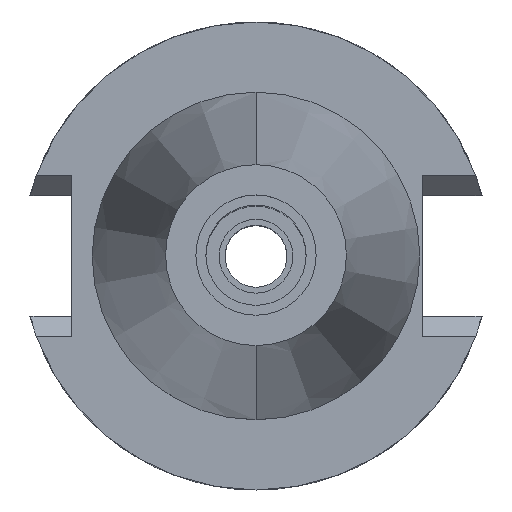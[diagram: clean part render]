
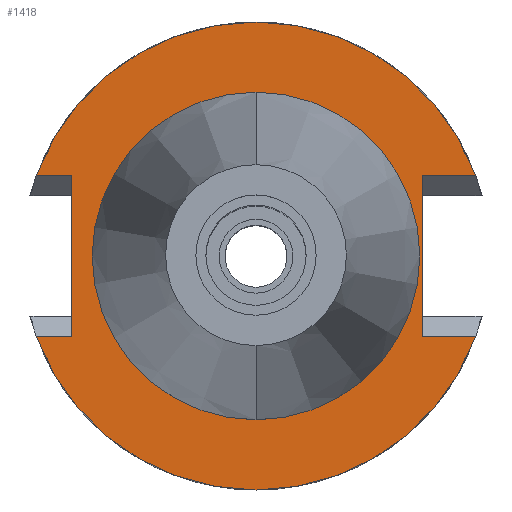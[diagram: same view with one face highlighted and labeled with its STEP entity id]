
A CAD part, top view. The second image highlights one B-rep face of the part: STEP entity #1418.
In plain terms, the highlighted planar face has unit normal (0, 0, 1).
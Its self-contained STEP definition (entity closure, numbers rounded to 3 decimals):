
#9 = FACE_OUTER_BOUND ( 'NONE', #107, .T. ) ;
#44 = DIRECTION ( 'NONE',  ( 1., 0., 0. ) ) ;
#69 = EDGE_CURVE ( 'NONE', #2520, #2000, #2328, .T. ) ;
#74 = DIRECTION ( 'NONE',  ( 0., -1., 0. ) ) ;
#92 = CARTESIAN_POINT ( 'NONE',  ( 0., 0., -1. ) ) ;
#107 = EDGE_LOOP ( 'NONE', ( #679, #3283, #3236, #1793, #515, #875, #1430, #343 ) ) ;
#128 = VERTEX_POINT ( 'NONE', #999 ) ;
#206 = CARTESIAN_POINT ( 'NONE',  ( 22.57, 10.89, -1. ) ) ;
#237 = CARTESIAN_POINT ( 'NONE',  ( -24.98, -10.89, -1. ) ) ;
#239 = CARTESIAN_POINT ( 'NONE',  ( -29.824, -10.89, -1. ) ) ;
#285 = VERTEX_POINT ( 'NONE', #565 ) ;
#306 = VECTOR ( 'NONE', #358, 1000. ) ;
#309 = AXIS2_PLACEMENT_3D ( 'NONE', #1724, #375, #426 ) ;
#343 = ORIENTED_EDGE ( 'NONE', *, *, #69, .F. ) ;
#358 = DIRECTION ( 'NONE',  ( 1., 0., 0. ) ) ;
#375 = DIRECTION ( 'NONE',  ( 0., 0., -1. ) ) ;
#426 = DIRECTION ( 'NONE',  ( 0., 1., 0. ) ) ;
#435 = VERTEX_POINT ( 'NONE', #2696 ) ;
#456 = CARTESIAN_POINT ( 'NONE',  ( -24.98, 10.89, -1. ) ) ;
#515 = ORIENTED_EDGE ( 'NONE', *, *, #2851, .T. ) ;
#538 = DIRECTION ( 'NONE',  ( 0., 0., -1. ) ) ;
#541 = ORIENTED_EDGE ( 'NONE', *, *, #825, .F. ) ;
#565 = CARTESIAN_POINT ( 'NONE',  ( 0., -22.225, -1. ) ) ;
#596 = CIRCLE ( 'NONE', #2461, 22.225 ) ;
#646 = VERTEX_POINT ( 'NONE', #1803 ) ;
#679 = ORIENTED_EDGE ( 'NONE', *, *, #1410, .T. ) ;
#804 = CARTESIAN_POINT ( 'NONE',  ( -29.824, 10.89, -1. ) ) ;
#825 = EDGE_CURVE ( 'NONE', #285, #1604, #596, .T. ) ;
#875 = ORIENTED_EDGE ( 'NONE', *, *, #1483, .F. ) ;
#999 = CARTESIAN_POINT ( 'NONE',  ( 29.824, 10.89, -1. ) ) ;
#1077 = CARTESIAN_POINT ( 'NONE',  ( 22.57, -10.89, -1. ) ) ;
#1123 = CIRCLE ( 'NONE', #1448, 22.225 ) ;
#1175 = CARTESIAN_POINT ( 'NONE',  ( 0., 0., -1. ) ) ;
#1208 = AXIS2_PLACEMENT_3D ( 'NONE', #2869, #538, #2627 ) ;
#1307 = CARTESIAN_POINT ( 'NONE',  ( 22.57, 10.89, -1. ) ) ;
#1389 = EDGE_LOOP ( 'NONE', ( #2421, #541 ) ) ;
#1399 = VECTOR ( 'NONE', #3314, 1000. ) ;
#1409 = CARTESIAN_POINT ( 'NONE',  ( -24.98, 10.89, -1. ) ) ;
#1410 = EDGE_CURVE ( 'NONE', #2520, #128, #2611, .T. ) ;
#1418 = ADVANCED_FACE ( 'NONE', ( #9, #1840 ), #1858, .F. ) ;
#1430 = ORIENTED_EDGE ( 'NONE', *, *, #2028, .F. ) ;
#1432 = DIRECTION ( 'NONE',  ( 0., 0., 1. ) ) ;
#1448 = AXIS2_PLACEMENT_3D ( 'NONE', #1175, #1432, #3004 ) ;
#1478 = VECTOR ( 'NONE', #44, 1000. ) ;
#1483 = EDGE_CURVE ( 'NONE', #646, #2497, #2082, .T. ) ;
#1570 = EDGE_CURVE ( 'NONE', #3355, #435, #1648, .T. ) ;
#1604 = VERTEX_POINT ( 'NONE', #1611 ) ;
#1611 = CARTESIAN_POINT ( 'NONE',  ( 0., 22.225, -1. ) ) ;
#1648 = LINE ( 'NONE', #1409, #2752 ) ;
#1724 = CARTESIAN_POINT ( 'NONE',  ( 0., 0., -1. ) ) ;
#1727 = CARTESIAN_POINT ( 'NONE',  ( -24.98, 10.89, -1. ) ) ;
#1793 = ORIENTED_EDGE ( 'NONE', *, *, #1570, .T. ) ;
#1803 = CARTESIAN_POINT ( 'NONE',  ( 29.824, -10.89, -1. ) ) ;
#1840 = FACE_BOUND ( 'NONE', #1389, .T. ) ;
#1843 = CIRCLE ( 'NONE', #309, 31.75 ) ;
#1858 = PLANE ( 'NONE',  #1208 ) ;
#1868 = LINE ( 'NONE', #1077, #306 ) ;
#1949 = VECTOR ( 'NONE', #3342, 1000. ) ;
#2000 = VERTEX_POINT ( 'NONE', #2424 ) ;
#2028 = EDGE_CURVE ( 'NONE', #2000, #646, #1868, .T. ) ;
#2082 = CIRCLE ( 'NONE', #2239, 31.75 ) ;
#2133 = CARTESIAN_POINT ( 'NONE',  ( 0., 0., -1. ) ) ;
#2158 = DIRECTION ( 'NONE',  ( 0., 0., -1. ) ) ;
#2239 = AXIS2_PLACEMENT_3D ( 'NONE', #92, #2158, #74 ) ;
#2302 = LINE ( 'NONE', #237, #1949 ) ;
#2321 = EDGE_CURVE ( 'NONE', #3355, #2661, #3036, .T. ) ;
#2328 = LINE ( 'NONE', #3351, #2988 ) ;
#2342 = EDGE_CURVE ( 'NONE', #1604, #285, #1123, .T. ) ;
#2385 = DIRECTION ( 'NONE',  ( 0., -1., 0. ) ) ;
#2421 = ORIENTED_EDGE ( 'NONE', *, *, #2342, .F. ) ;
#2424 = CARTESIAN_POINT ( 'NONE',  ( 22.57, -10.89, -1. ) ) ;
#2451 = DIRECTION ( 'NONE',  ( 0., -1., 0. ) ) ;
#2461 = AXIS2_PLACEMENT_3D ( 'NONE', #2133, #3172, #2385 ) ;
#2497 = VERTEX_POINT ( 'NONE', #239 ) ;
#2520 = VERTEX_POINT ( 'NONE', #206 ) ;
#2611 = LINE ( 'NONE', #1307, #1478 ) ;
#2627 = DIRECTION ( 'NONE',  ( 0., -1., 0. ) ) ;
#2661 = VERTEX_POINT ( 'NONE', #804 ) ;
#2696 = CARTESIAN_POINT ( 'NONE',  ( -24.98, -10.89, -1. ) ) ;
#2752 = VECTOR ( 'NONE', #2451, 1000. ) ;
#2774 = EDGE_CURVE ( 'NONE', #2661, #128, #1843, .T. ) ;
#2851 = EDGE_CURVE ( 'NONE', #435, #2497, #2302, .T. ) ;
#2869 = CARTESIAN_POINT ( 'NONE',  ( 0., 0., -1. ) ) ;
#2988 = VECTOR ( 'NONE', #3064, 1000. ) ;
#3004 = DIRECTION ( 'NONE',  ( 0., 1., 0. ) ) ;
#3036 = LINE ( 'NONE', #1727, #1399 ) ;
#3064 = DIRECTION ( 'NONE',  ( 0., -1., 0. ) ) ;
#3172 = DIRECTION ( 'NONE',  ( 0., 0., 1. ) ) ;
#3236 = ORIENTED_EDGE ( 'NONE', *, *, #2321, .F. ) ;
#3283 = ORIENTED_EDGE ( 'NONE', *, *, #2774, .F. ) ;
#3314 = DIRECTION ( 'NONE',  ( -1., 0., 0. ) ) ;
#3342 = DIRECTION ( 'NONE',  ( -1., 0., 0. ) ) ;
#3351 = CARTESIAN_POINT ( 'NONE',  ( 22.57, 10.89, -1. ) ) ;
#3355 = VERTEX_POINT ( 'NONE', #456 ) ;
